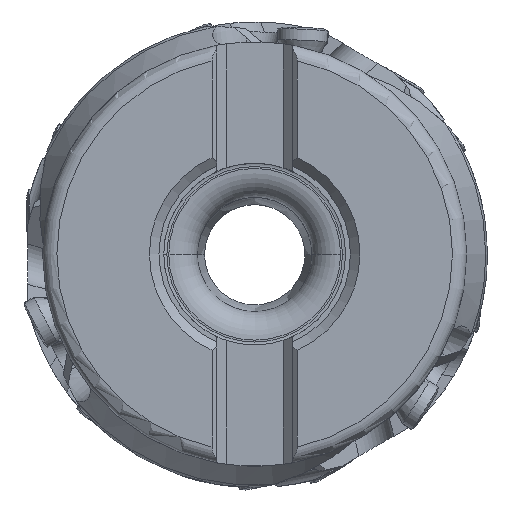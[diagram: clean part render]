
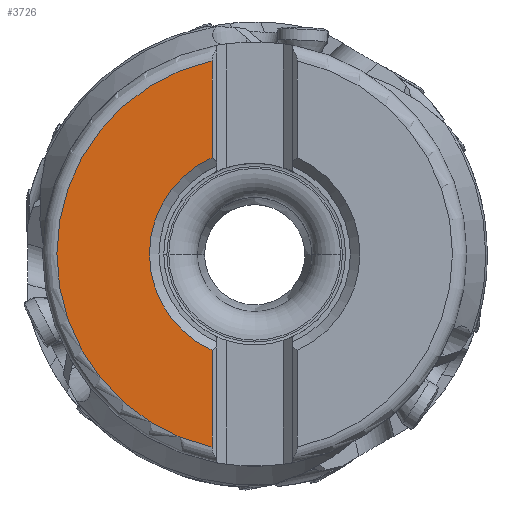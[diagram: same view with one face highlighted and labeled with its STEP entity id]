
A CAD part, top view. The second image highlights one B-rep face of the part: STEP entity #3726.
In plain terms, the highlighted planar face has unit normal (0, 0, 1).
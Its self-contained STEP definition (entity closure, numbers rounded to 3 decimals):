
#722=PLANE('',#24586);
#1279=LINE('',#41282,#2550);
#1280=LINE('',#41304,#2551);
#2550=VECTOR('',#28109,1.);
#2551=VECTOR('',#28124,1.);
#3726=ADVANCED_FACE('',(#5669),#722,.T.);
#5669=FACE_OUTER_BOUND('',#6965,.T.);
#6965=EDGE_LOOP('',(#10759,#10760,#10761,#10762,#10763));
#10759=ORIENTED_EDGE('',*,*,#19919,.F.);
#10760=ORIENTED_EDGE('',*,*,#19918,.F.);
#10761=ORIENTED_EDGE('',*,*,#19927,.F.);
#10762=ORIENTED_EDGE('',*,*,#19923,.F.);
#10763=ORIENTED_EDGE('',*,*,#19921,.F.);
#17340=VERTEX_POINT('',#41266);
#17341=VERTEX_POINT('',#41268);
#17342=VERTEX_POINT('',#41270);
#17343=VERTEX_POINT('',#41283);
#17344=VERTEX_POINT('',#41292);
#19918=EDGE_CURVE('',#17340,#17341,#22806,.T.);
#19919=EDGE_CURVE('',#17341,#17342,#22807,.T.);
#19921=EDGE_CURVE('',#17342,#17343,#1279,.T.);
#19923=EDGE_CURVE('',#17343,#17344,#22808,.T.);
#19927=EDGE_CURVE('',#17344,#17340,#1280,.T.);
#22806=CIRCLE('',#24575,20.725);
#22807=CIRCLE('',#24576,20.725);
#22808=CIRCLE('',#24579,11.025);
#24575=AXIS2_PLACEMENT_3D('',#41267,#28103,#28104);
#24576=AXIS2_PLACEMENT_3D('',#41269,#28105,#28106);
#24579=AXIS2_PLACEMENT_3D('',#41291,#28112,#28113);
#24586=AXIS2_PLACEMENT_3D('',#41306,#28127,#28128);
#28103=DIRECTION('',(0.,0.,-1.));
#28104=DIRECTION('',(-0.216,-0.976,0.));
#28105=DIRECTION('',(0.,0.,-1.));
#28106=DIRECTION('',(-1.,0.001,0.));
#28109=DIRECTION('',(0.,-1.,0.));
#28112=DIRECTION('',(0.,0.,1.));
#28113=DIRECTION('',(-0.405,0.914,0.));
#28124=DIRECTION('',(0.,-1.,0.));
#28127=DIRECTION('',(0.,0.,1.));
#28128=DIRECTION('',(-1.,0.,0.));
#41266=CARTESIAN_POINT('',(-4.47,-20.237,0.));
#41267=CARTESIAN_POINT('',(0.,0.,0.));
#41268=CARTESIAN_POINT('',(-20.725,0.02,0.));
#41269=CARTESIAN_POINT('',(0.,0.,0.));
#41270=CARTESIAN_POINT('',(-4.47,20.237,0.));
#41282=CARTESIAN_POINT('',(-4.47,20.237,0.));
#41283=CARTESIAN_POINT('',(-4.47,10.078,0.));
#41291=CARTESIAN_POINT('',(0.,0.,0.));
#41292=CARTESIAN_POINT('',(-4.47,-10.078,0.));
#41304=CARTESIAN_POINT('',(-4.47,-10.078,0.));
#41306=CARTESIAN_POINT('',(-12.597,0.,0.));
